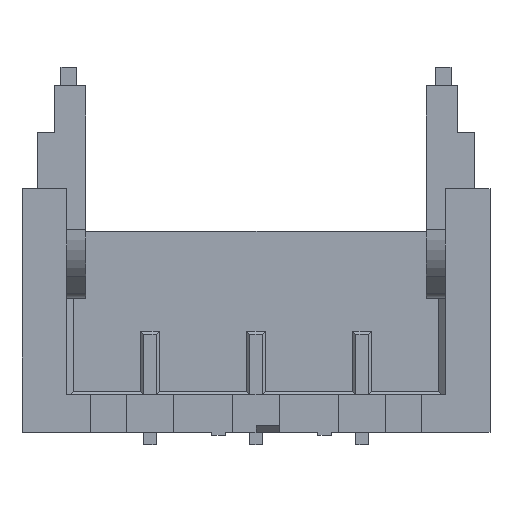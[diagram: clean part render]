
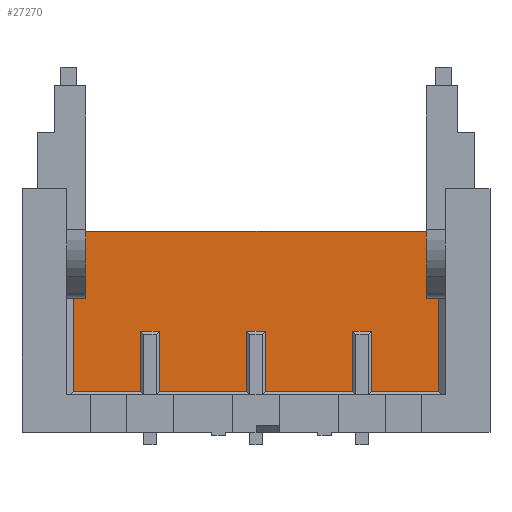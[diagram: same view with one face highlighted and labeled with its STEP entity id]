
A CAD part, top view. The second image highlights one B-rep face of the part: STEP entity #27270.
In plain terms, the highlighted planar face has unit normal (0, 0, 1).
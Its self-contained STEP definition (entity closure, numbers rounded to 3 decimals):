
#4820=CARTESIAN_POINT('',(-19.695,-17.83,10.6)
);
#4830=VERTEX_POINT('',#4820);
#4860=CARTESIAN_POINT('',(-19.695,0.,10.6));
#4870=DIRECTION('',(-0.,1.,-0.));
#4880=VECTOR('',#4870,1.);
#4890=LINE('',#4860,#4880);
#4900=CARTESIAN_POINT('',(-19.695,-18.8,
10.6));
#4910=VERTEX_POINT('',#4900);
#4920=EDGE_CURVE('',#4910,#4830,#4890,.T.);
#6430=CARTESIAN_POINT('',(0.,-18.8,10.6));
#6440=DIRECTION('',(1.,0.,-0.));
#6450=VECTOR('',#6440,1.);
#6460=LINE('',#6430,#6450);
#6470=CARTESIAN_POINT('',(-18.615,-18.8,10.6)
);
#6480=VERTEX_POINT('',#6470);
#6490=EDGE_CURVE('',#4910,#6480,#6460,.T.);
#6870=CARTESIAN_POINT('',(-18.615,-17.3,
10.6));
#6880=VERTEX_POINT('',#6870);
#6910=CARTESIAN_POINT('',(0.,-17.3,10.6));
#6920=DIRECTION('',(-1.,0.,0.));
#6930=VECTOR('',#6920,1.);
#6940=LINE('',#6910,#6930);
#6950=CARTESIAN_POINT('',(-18.82,-17.3,
10.6));
#6960=VERTEX_POINT('',#6950);
#6970=EDGE_CURVE('',#6880,#6960,#6940,.T.);
#8760=CARTESIAN_POINT('',(-18.82,-16.225,10.6)
);
#8770=VERTEX_POINT('',#8760);
#8820=CARTESIAN_POINT('',(0.,-16.225,10.6));
#8830=DIRECTION('',(1.,0.,-0.));
#8840=VECTOR('',#8830,1.);
#8850=LINE('',#8820,#8840);
#8860=CARTESIAN_POINT('',(-24.27,-16.225,
10.6));
#8870=VERTEX_POINT('',#8860);
#8880=EDGE_CURVE('',#8870,#8770,#8850,.T.);
#23860=CARTESIAN_POINT('',(0.,-17.83,10.6));
#23870=DIRECTION('',(1.,0.,-0.));
#23880=VECTOR('',#23870,1.);
#23890=LINE('',#23860,#23880);
#23900=CARTESIAN_POINT('',(-21.695,-17.83,
10.6));
#23910=VERTEX_POINT('',#23900);
#23920=CARTESIAN_POINT('',(-21.395,-17.83,
10.6));
#23930=VERTEX_POINT('',#23920);
#23940=EDGE_CURVE('',#23910,#23930,#23890,.T.);
#24270=CARTESIAN_POINT('',(-21.695,-18.8,
10.6));
#24280=VERTEX_POINT('',#24270);
#24310=CARTESIAN_POINT('',(-21.695,0.,10.6));
#24320=DIRECTION('',(-0.,-1.,0.));
#24330=VECTOR('',#24320,1.);
#24340=LINE('',#24310,#24330);
#24350=EDGE_CURVE('',#23910,#24280,#24340,.T.);
#24480=CARTESIAN_POINT('',(-21.395,0.,10.6));
#24490=DIRECTION('',(0.,-1.,0.));
#24500=VECTOR('',#24490,1.);
#24510=LINE('',#24480,#24500);
#24520=CARTESIAN_POINT('',(-21.395,-18.8,
10.6));
#24530=VERTEX_POINT('',#24520);
#24540=EDGE_CURVE('',#23930,#24530,#24510,.T.);
#25540=CARTESIAN_POINT('',(-23.395,0.,10.6));
#25550=DIRECTION('',(0.,1.,-0.));
#25560=VECTOR('',#25550,1.);
#25570=LINE('',#25540,#25560);
#25580=CARTESIAN_POINT('',(-23.395,-18.8,
10.6));
#25590=VERTEX_POINT('',#25580);
#25600=CARTESIAN_POINT('',(-23.395,-17.83,
10.6));
#25610=VERTEX_POINT('',#25600);
#25620=EDGE_CURVE('',#25590,#25610,#25570,.T.);
#25920=CARTESIAN_POINT('',(0.,-17.3,10.6));
#25930=DIRECTION('',(1.,-0.,-0.));
#25940=VECTOR('',#25930,1.);
#25950=LINE('',#25920,#25940);
#25960=CARTESIAN_POINT('',(-24.475,-17.3,
10.6));
#25970=VERTEX_POINT('',#25960);
#25980=CARTESIAN_POINT('',(-24.27,-17.3,
10.6));
#25990=VERTEX_POINT('',#25980);
#26000=EDGE_CURVE('',#25970,#25990,#25950,.T.);
#26350=CARTESIAN_POINT('',(-18.468,-18.865,
10.6));
#26360=DIRECTION('',(0.,0.,1.));
#26370=DIRECTION('',(1.,0.,-0.));
#26380=AXIS2_PLACEMENT_3D('',#26350,#26360,#26370);
#26390=PLANE('',#26380);
#26400=CARTESIAN_POINT('',(0.,-18.8,10.6));
#26410=DIRECTION('',(1.,-0.,-0.));
#26420=VECTOR('',#26410,1.);
#26430=LINE('',#26400,#26420);
#26440=CARTESIAN_POINT('',(-19.995,-18.8,
10.6));
#26450=VERTEX_POINT('',#26440);
#26460=EDGE_CURVE('',#24530,#26450,#26430,.T.);
#26470=ORIENTED_EDGE('',*,*,#26460,.T.);
#26480=ORIENTED_EDGE('',*,*,#24540,.T.);
#26490=ORIENTED_EDGE('',*,*,#23940,.T.);
#26500=ORIENTED_EDGE('',*,*,#24350,.F.);
#26510=CARTESIAN_POINT('',(0.,-18.8,10.6));
#26520=DIRECTION('',(-1.,0.,0.));
#26530=VECTOR('',#26520,1.);
#26540=LINE('',#26510,#26530);
#26550=CARTESIAN_POINT('',(-23.095,-18.8,
10.6));
#26560=VERTEX_POINT('',#26550);
#26570=EDGE_CURVE('',#24280,#26560,#26540,.T.);
#26580=ORIENTED_EDGE('',*,*,#26570,.F.);
#26590=CARTESIAN_POINT('',(-23.095,0.,10.6));
#26600=DIRECTION('',(0.,-1.,-0.));
#26610=VECTOR('',#26600,1.);
#26620=LINE('',#26590,#26610);
#26630=CARTESIAN_POINT('',(-23.095,-17.83,
10.6));
#26640=VERTEX_POINT('',#26630);
#26650=EDGE_CURVE('',#26640,#26560,#26620,.T.);
#26660=ORIENTED_EDGE('',*,*,#26650,.T.);
#26670=CARTESIAN_POINT('',(0.,-17.83,10.6));
#26680=DIRECTION('',(-1.,0.,0.));
#26690=VECTOR('',#26680,1.);
#26700=LINE('',#26670,#26690);
#26710=EDGE_CURVE('',#26640,#25610,#26700,.T.);
#26720=ORIENTED_EDGE('',*,*,#26710,.F.);
#26730=ORIENTED_EDGE('',*,*,#25620,.T.);
#26740=CARTESIAN_POINT('',(0.,-18.8,10.6));
#26750=DIRECTION('',(-1.,0.,0.));
#26760=VECTOR('',#26750,1.);
#26770=LINE('',#26740,#26760);
#26780=CARTESIAN_POINT('',(-24.475,-18.8,
10.6));
#26790=VERTEX_POINT('',#26780);
#26800=EDGE_CURVE('',#25590,#26790,#26770,.T.);
#26810=ORIENTED_EDGE('',*,*,#26800,.F.);
#26820=CARTESIAN_POINT('',(-24.475,0.,10.6));
#26830=DIRECTION('',(0.,-1.,-0.));
#26840=VECTOR('',#26830,1.);
#26850=LINE('',#26820,#26840);
#26860=EDGE_CURVE('',#25970,#26790,#26850,.T.);
#26870=ORIENTED_EDGE('',*,*,#26860,.T.);
#26880=ORIENTED_EDGE('',*,*,#26000,.F.);
#26890=CARTESIAN_POINT('',(-24.27,0.,10.6));
#26900=DIRECTION('',(-0.,1.,0.));
#26910=VECTOR('',#26900,1.);
#26920=LINE('',#26890,#26910);
#26930=EDGE_CURVE('',#25990,#8870,#26920,.T.);
#26940=ORIENTED_EDGE('',*,*,#26930,.F.);
#26950=ORIENTED_EDGE('',*,*,#8880,.F.);
#26960=CARTESIAN_POINT('',(-18.82,0.,10.6));
#26970=DIRECTION('',(0.,1.,-0.));
#26980=VECTOR('',#26970,1.);
#26990=LINE('',#26960,#26980);
#27000=EDGE_CURVE('',#6960,#8770,#26990,.T.);
#27010=ORIENTED_EDGE('',*,*,#27000,.T.);
#27020=ORIENTED_EDGE('',*,*,#6970,.T.);
#27030=CARTESIAN_POINT('',(-18.615,0.,10.6));
#27040=DIRECTION('',(-0.,-1.,0.));
#27050=VECTOR('',#27040,1.);
#27060=LINE('',#27030,#27050);
#27070=EDGE_CURVE('',#6880,#6480,#27060,.T.);
#27080=ORIENTED_EDGE('',*,*,#27070,.F.);
#27090=ORIENTED_EDGE('',*,*,#6490,.T.);
#27100=ORIENTED_EDGE('',*,*,#4920,.F.);
#27110=CARTESIAN_POINT('',(0.,-17.83,10.6));
#27120=DIRECTION('',(1.,-0.,-0.));
#27130=VECTOR('',#27120,1.);
#27140=LINE('',#27110,#27130);
#27150=CARTESIAN_POINT('',(-19.995,-17.83,
10.6));
#27160=VERTEX_POINT('',#27150);
#27170=EDGE_CURVE('',#27160,#4830,#27140,.T.);
#27180=ORIENTED_EDGE('',*,*,#27170,.T.);
#27190=CARTESIAN_POINT('',(-19.995,0.,10.6));
#27200=DIRECTION('',(-0.,-1.,0.));
#27210=VECTOR('',#27200,1.);
#27220=LINE('',#27190,#27210);
#27230=EDGE_CURVE('',#27160,#26450,#27220,.T.);
#27240=ORIENTED_EDGE('',*,*,#27230,.F.);
#27250=EDGE_LOOP('',(#27240,#27180,#27100,#27090,#27080,#27020,#27010,
#26950,#26940,#26880,#26870,#26810,#26730,#26720,#26660,#26580,#26500,
#26490,#26480,#26470));
#27260=FACE_OUTER_BOUND('',#27250,.T.);
#27270=ADVANCED_FACE('',(#27260),#26390,.T.);
